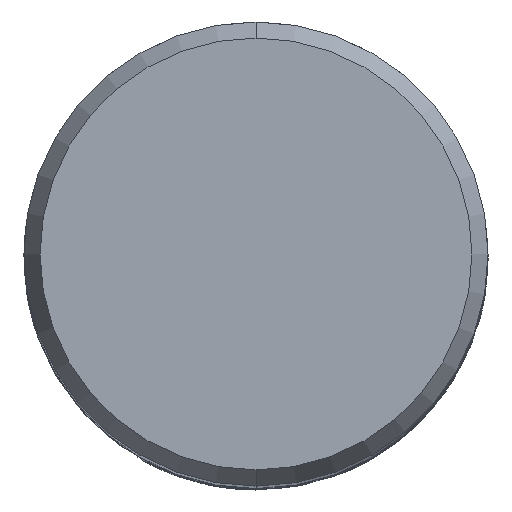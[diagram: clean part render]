
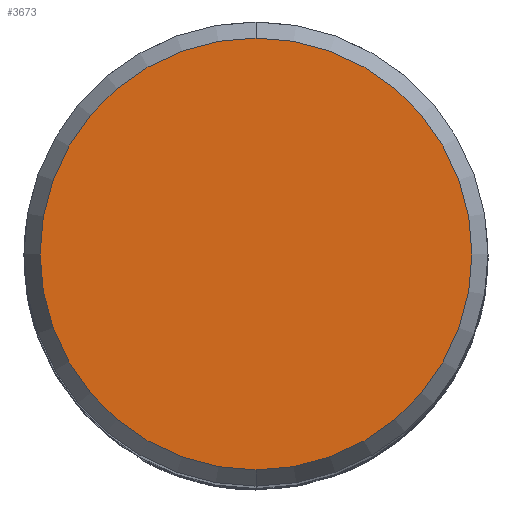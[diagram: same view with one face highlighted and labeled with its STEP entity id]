
A CAD part, top view. The second image highlights one B-rep face of the part: STEP entity #3673.
In plain terms, the highlighted planar face has unit normal (0, 0, 1).
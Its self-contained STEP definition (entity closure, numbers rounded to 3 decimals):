
#1295=EDGE_CURVE('',#1985,#1321,#3822,.T.);
#1321=VERTEX_POINT('',#3849);
#1985=VERTEX_POINT('',#4564);
#3031=EDGE_CURVE('',#1321,#1985,#5707,.T.);
#3673=ADVANCED_FACE('',(#6411),#6412,.T.);
#3822=CIRCLE('',#6572,9.307);
#3849=CARTESIAN_POINT('',(0.0,9.307,0.0));
#4564=CARTESIAN_POINT('',(0.,-9.307,0.0));
#5707=CIRCLE('',#23906,9.307);
#6411=FACE_OUTER_BOUND('',#30713,.T.);
#6412=PLANE('',#30714);
#6572=AXIS2_PLACEMENT_3D('',#31920,#31921,#31922);
#23906=AXIS2_PLACEMENT_3D('',#33837,#33838,#33839);
#30713=EDGE_LOOP('',(#34656,#34657));
#30714=AXIS2_PLACEMENT_3D('',#34658,#34659,#34660);
#31920=CARTESIAN_POINT('',(0.0,0.0,0.0));
#31921=DIRECTION('',(0.0,0.0,-1.0));
#31922=DIRECTION('',(0.0,1.0,0.0));
#33837=CARTESIAN_POINT('',(0.0,0.0,0.0));
#33838=DIRECTION('',(0.0,0.0,-1.0));
#33839=DIRECTION('',(0.0,1.0,0.0));
#34656=ORIENTED_EDGE('',*,*,#3031,.F.);
#34657=ORIENTED_EDGE('',*,*,#1295,.F.);
#34658=CARTESIAN_POINT('',(0.0,4.654,0.0));
#34659=DIRECTION('',(-0.0,0.0,1.0));
#34660=DIRECTION('',(0.0,-1.0,0.0));
